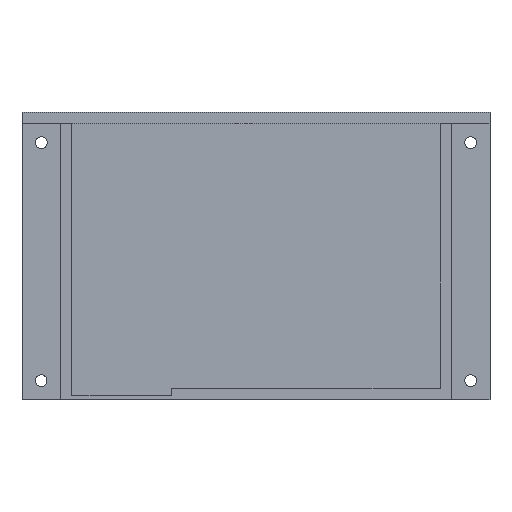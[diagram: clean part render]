
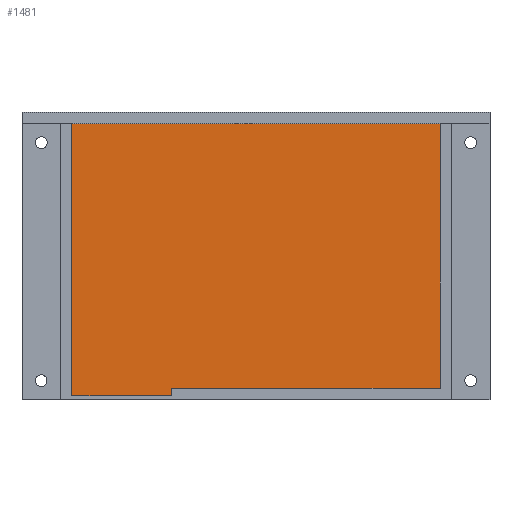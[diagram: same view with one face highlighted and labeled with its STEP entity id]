
A CAD part, top view. The second image highlights one B-rep face of the part: STEP entity #1481.
In plain terms, the highlighted planar face has unit normal (0, 0, 1).
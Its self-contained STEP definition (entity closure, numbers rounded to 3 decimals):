
#137=FACE_OUTER_BOUND('',#225,.T.);
#225=EDGE_LOOP('',(#1119,#1120,#1121,#1122,#1123,#1124,#1125,#1126,#1127,
#1128));
#356=LINE('',#2347,#514);
#358=LINE('',#2352,#516);
#368=LINE('',#2396,#526);
#372=LINE('',#2404,#530);
#379=LINE('',#2418,#537);
#380=LINE('',#2420,#538);
#381=LINE('',#2421,#539);
#382=LINE('',#2423,#540);
#383=LINE('',#2425,#541);
#384=LINE('',#2426,#542);
#514=VECTOR('',#1750,10.);
#516=VECTOR('',#1754,10.);
#526=VECTOR('',#1790,10.);
#530=VECTOR('',#1794,10.);
#537=VECTOR('',#1803,10.);
#538=VECTOR('',#1804,10.);
#539=VECTOR('',#1805,10.);
#540=VECTOR('',#1806,10.);
#541=VECTOR('',#1807,10.);
#542=VECTOR('',#1808,10.);
#666=VERTEX_POINT('',#2341);
#668=VERTEX_POINT('',#2345);
#669=VERTEX_POINT('',#2349);
#691=VERTEX_POINT('',#2395);
#694=VERTEX_POINT('',#2401);
#695=VERTEX_POINT('',#2403);
#701=VERTEX_POINT('',#2417);
#702=VERTEX_POINT('',#2419);
#703=VERTEX_POINT('',#2422);
#704=VERTEX_POINT('',#2424);
#824=EDGE_CURVE('',#666,#668,#356,.T.);
#826=EDGE_CURVE('',#668,#669,#358,.T.);
#848=EDGE_CURVE('',#691,#666,#368,.T.);
#852=EDGE_CURVE('',#695,#694,#372,.T.);
#859=EDGE_CURVE('',#701,#669,#379,.T.);
#860=EDGE_CURVE('',#702,#701,#380,.T.);
#861=EDGE_CURVE('',#702,#695,#381,.T.);
#862=EDGE_CURVE('',#694,#703,#382,.T.);
#863=EDGE_CURVE('',#704,#703,#383,.T.);
#864=EDGE_CURVE('',#691,#704,#384,.T.);
#1119=ORIENTED_EDGE('',*,*,#824,.T.);
#1120=ORIENTED_EDGE('',*,*,#826,.T.);
#1121=ORIENTED_EDGE('',*,*,#859,.F.);
#1122=ORIENTED_EDGE('',*,*,#860,.F.);
#1123=ORIENTED_EDGE('',*,*,#861,.T.);
#1124=ORIENTED_EDGE('',*,*,#852,.T.);
#1125=ORIENTED_EDGE('',*,*,#862,.T.);
#1126=ORIENTED_EDGE('',*,*,#863,.F.);
#1127=ORIENTED_EDGE('',*,*,#864,.F.);
#1128=ORIENTED_EDGE('',*,*,#848,.T.);
#1420=PLANE('',#1588);
#1481=ADVANCED_FACE('',(#137),#1420,.T.);
#1588=AXIS2_PLACEMENT_3D('',#2416,#1801,#1802);
#1750=DIRECTION('',(0.,1.,0.));
#1754=DIRECTION('',(1.,0.,0.));
#1790=DIRECTION('',(1.,0.,0.));
#1794=DIRECTION('',(1.,0.,0.));
#1801=DIRECTION('center_axis',(0.,0.,1.));
#1802=DIRECTION('ref_axis',(1.,0.,0.));
#1803=DIRECTION('',(0.,-1.,0.));
#1804=DIRECTION('',(1.,0.,0.));
#1805=DIRECTION('',(0.,-1.,0.));
#1806=DIRECTION('',(0.,-1.,0.));
#1807=DIRECTION('',(-1.,0.,0.));
#1808=DIRECTION('',(0.,-1.,0.));
#2341=CARTESIAN_POINT('',(29.,1.,3.));
#2345=CARTESIAN_POINT('',(29.,3.,3.));
#2347=CARTESIAN_POINT('',(29.,19.25,3.));
#2349=CARTESIAN_POINT('',(99.,3.,3.));
#2352=CARTESIAN_POINT('',(56.75,3.,3.));
#2395=CARTESIAN_POINT('',(20.5,1.,3.));
#2396=CARTESIAN_POINT('',(19.75,1.,3.));
#2401=CARTESIAN_POINT('',(7.5,1.,3.));
#2403=CARTESIAN_POINT('',(3.,1.,3.));
#2404=CARTESIAN_POINT('',(19.75,1.,3.));
#2416=CARTESIAN_POINT('Origin',(49.5,37.5,3.));
#2417=CARTESIAN_POINT('',(99.,72.,3.));
#2418=CARTESIAN_POINT('',(99.,3.,3.));
#2419=CARTESIAN_POINT('',(3.,72.,3.));
#2420=CARTESIAN_POINT('',(23.25,72.,3.));
#2421=CARTESIAN_POINT('',(3.,3.,3.));
#2422=CARTESIAN_POINT('',(7.5,0.,3.));
#2423=CARTESIAN_POINT('',(7.5,1.,3.));
#2424=CARTESIAN_POINT('',(20.5,0.,3.));
#2425=CARTESIAN_POINT('',(-1.25,0.,3.));
#2426=CARTESIAN_POINT('',(20.5,1.,3.));
